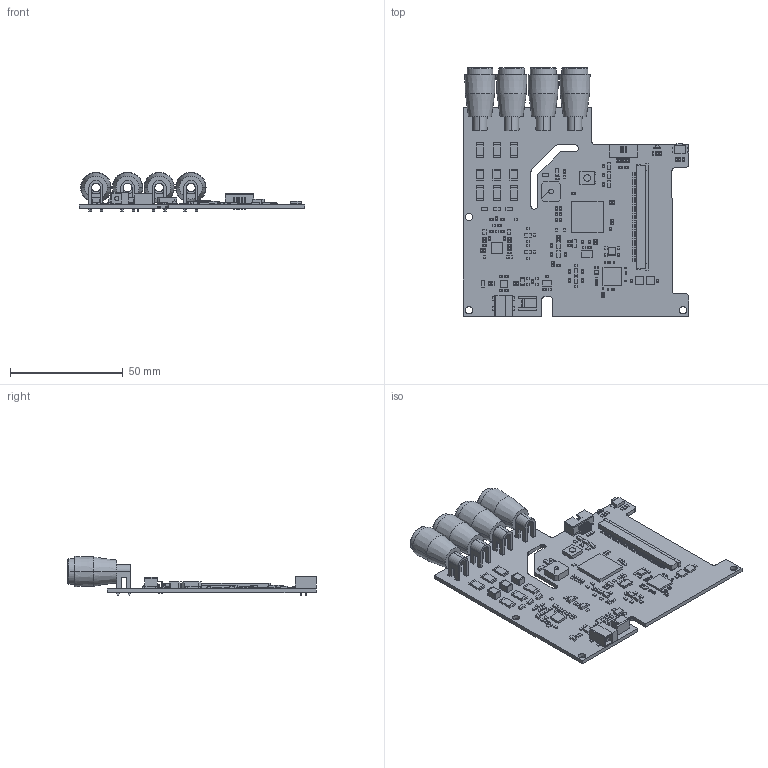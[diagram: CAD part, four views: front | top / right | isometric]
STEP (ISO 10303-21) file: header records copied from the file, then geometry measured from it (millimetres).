
FILE_DESCRIPTION(('Open CASCADE Model'),'2;1');
FILE_NAME('Open CASCADE Shape Model','2016-07-05T17:37:12',('Author'),( 'Open CASCADE'),'Open CASCADE STEP processor 6.5','Open CASCADE 6.5' ,'Unknown');
FILE_SCHEMA(('AUTOMOTIVE_DESIGN { 1 0 10303 214 1 1 1 1 }'));
Length unit declared in the file: millimetre
Products named in the file (339): PCB; Board; R49; 719021856; Extruded; 719022240; R48; R47; R43; R31; R12; 719021088; 719021216; R10; Q2; 719021472; JE4; ct3151sp-6; User_Library-ct3151sp-6-BLU-300; User_Library-ct3151sp-6-BLU-301; D6; 679196048; U4; 719020960; JE3; JE2; JE1; R54; R53; R52; R51; R50; J3; 679187984; 679187728; 679187216; 679187600; 679187088; 679186960; 679186704 ...
Assembly tree (839 placements, depth 4):
  PCB
    Board
    R49
      719021856
        Extruded
      719022240  x2
        Extruded
    R48
      719021856
        Extruded
      719022240  x2
        Extruded
    R47
      719021856
        Extruded
      719022240  x2
        Extruded
    R43
      719021856
        Extruded
      719022240  x2
        Extruded
    R31
      719021856
        Extruded
      719022240  x2
        Extruded
    R12
      719021088
        Extruded
      719021216  x2
        Extruded
    R10
      719021088
        Extruded
      719021216  x2
        Extruded
    Q2
      719021472
        Extruded
    JE4
      ct3151sp-6
        User_Library-ct3151sp-6-BLU-300
        User_Library-ct3151sp-6-BLU-301
    D6
      679196048
        Extruded
    U4
      719020960
        Extruded
    JE3
      ct3151sp-6
        User_Library-ct3151sp-6-BLU-300
        User_Library-ct3151sp-6-BLU-301
    JE2
      ct3151sp-6
        User_Library-ct3151sp-6-BLU-300
        User_Library-ct3151sp-6-BLU-301
    JE1
      ct3151sp-6
Bounding box: 100.01 x 109.9 x 17.4 mm (x, y, z)
Volume: 23489.3 mm3; surface area: 35744 mm2
Topology: 589 solids, 589 shells, 4089 faces, 8654 edges, 5748 vertices
Faces by surface type: plane 3931, cylinder 110, torus 32, cone 16
Full cylindrical faces by diameter (mm): 0.6 x2, 0.7 x10, 0.8 x2, 1 x2, 1.6 x16, 1.8 x1, 2 x1, 3 x1, 3.2 x3
Entity records: 67737 total; most frequent: CARTESIAN_POINT 12817, DIRECTION 9966, LINE 6144, VECTOR 6144, ORIENTED_EDGE 4350, PCURVE 4348, DEFINITIONAL_REPRESENTATION 4348, EDGE_CURVE 2174
